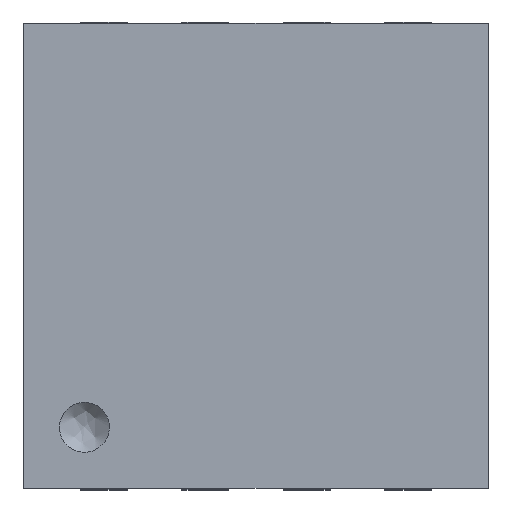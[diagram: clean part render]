
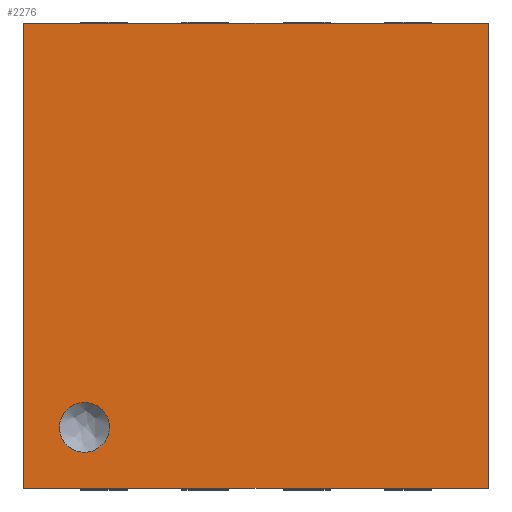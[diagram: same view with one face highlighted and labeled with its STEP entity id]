
A CAD part, top view. The second image highlights one B-rep face of the part: STEP entity #2276.
In plain terms, the highlighted planar face has unit normal (0, 0, 1).
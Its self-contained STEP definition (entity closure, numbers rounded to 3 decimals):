
#32 = B_SPLINE_CURVE_WITH_KNOTS ( 'NONE', 3,
 ( #2614, #2031, #375, #442, #1541, #2563, #138, #1219, #2892, #1247, #1471, #3464, #696, #3418, #1775, #641, #2077, #1811, #3162, #2838, #88, #2349, #1270, #2013, #2582, #3445, #1796, #392, #3144, #967, #1744 ),
 .UNSPECIFIED., .F., .F.,
 ( 4, 3, 3, 3, 3, 3, 3, 3, 3, 3, 4 ),
 ( 0., 0., 0., 0., 0., 0., 0., 0., 0., 0., 0.001 ),
 .UNSPECIFIED. ) ;
#83 = VECTOR ( 'NONE', #2082, 1000. ) ;
#88 = CARTESIAN_POINT ( 'NONE',  ( 0.314, 0.536, 1. ) ) ;
#98 = CARTESIAN_POINT ( 'NONE',  ( 0.315, 0.263, 1. ) ) ;
#107 = FACE_OUTER_BOUND ( 'NONE', #2586, .T. ) ;
#115 = CARTESIAN_POINT ( 'NONE',  ( 0.526, 0.301, 1. ) ) ;
#130 = CARTESIAN_POINT ( 'NONE',  ( 0.419, 0.24, 1. ) ) ;
#138 = CARTESIAN_POINT ( 'NONE',  ( 0.525, 0.5, 1. ) ) ;
#167 = CARTESIAN_POINT ( 'NONE',  ( 0.24, 0.4, 1. ) ) ;
#367 = CARTESIAN_POINT ( 'NONE',  ( 0.264, 0.314, 1. ) ) ;
#375 = CARTESIAN_POINT ( 'NONE',  ( 0.557, 0.436, 1. ) ) ;
#386 = CARTESIAN_POINT ( 'NONE',  ( 0.454, 0.248, 1. ) ) ;
#392 = CARTESIAN_POINT ( 'NONE',  ( 0.244, 0.435, 1. ) ) ;
#403 = CARTESIAN_POINT ( 'NONE',  ( 0.437, 0.244, 1. ) ) ;
#417 = ORIENTED_EDGE ( 'NONE', *, *, #3546, .T. ) ;
#442 = CARTESIAN_POINT ( 'NONE',  ( 0.551, 0.453, 1. ) ) ;
#449 = CARTESIAN_POINT ( 'NONE',  ( 0.01, 2.99, 1. ) ) ;
#480 = DIRECTION ( 'NONE',  ( -1., 0., 0. ) ) ;
#496 = DIRECTION ( 'NONE',  ( 0., 0., -1. ) ) ;
#503 = DIRECTION ( 'NONE',  ( 1., 0., 0. ) ) ;
#599 = VERTEX_POINT ( 'NONE', #2490 ) ;
#634 = CARTESIAN_POINT ( 'NONE',  ( 0.24, 0.388, 1. ) ) ;
#641 = CARTESIAN_POINT ( 'NONE',  ( 0.4, 0.56, 1. ) ) ;
#649 = CARTESIAN_POINT ( 'NONE',  ( 0.331, 0.255, 1. ) ) ;
#665 = CARTESIAN_POINT ( 'NONE',  ( 0.501, 0.275, 1. ) ) ;
#696 = CARTESIAN_POINT ( 'NONE',  ( 0.435, 0.556, 1. ) ) ;
#740 = CARTESIAN_POINT ( 'NONE',  ( 0.01, 0.01, 1. ) ) ;
#916 = CARTESIAN_POINT ( 'NONE',  ( 2.99, 0.01, 1. ) ) ;
#930 = CARTESIAN_POINT ( 'NONE',  ( 0.3, 0.274, 1. ) ) ;
#967 = CARTESIAN_POINT ( 'NONE',  ( 0.24, 0.412, 1. ) ) ;
#977 = CARTESIAN_POINT ( 'NONE',  ( 0.56, 0.4, 1. ) ) ;
#983 = VECTOR ( 'NONE', #2658, 1000. ) ;
#1018 = CARTESIAN_POINT ( 'NONE',  ( 2.99, 0.01, 1. ) ) ;
#1192 = CARTESIAN_POINT ( 'NONE',  ( 0.275, 0.299, 1. ) ) ;
#1219 = CARTESIAN_POINT ( 'NONE',  ( 0.514, 0.514, 1. ) ) ;
#1231 = ORIENTED_EDGE ( 'NONE', *, *, #3081, .F. ) ;
#1238 = CARTESIAN_POINT ( 'NONE',  ( 0.486, 0.265, 1. ) ) ;
#1247 = CARTESIAN_POINT ( 'NONE',  ( 0.485, 0.536, 1. ) ) ;
#1270 = CARTESIAN_POINT ( 'NONE',  ( 0.286, 0.514, 1. ) ) ;
#1287 = LINE ( 'NONE', #1018, #983 ) ;
#1312 = ORIENTED_EDGE ( 'NONE', *, *, #1795, .T. ) ;
#1332 = DIRECTION ( 'NONE',  ( -1., 0., 0. ) ) ;
#1471 = CARTESIAN_POINT ( 'NONE',  ( 0.47, 0.545, 1. ) ) ;
#1481 = CARTESIAN_POINT ( 'NONE',  ( 0.56, 0.383, 1. ) ) ;
#1541 = CARTESIAN_POINT ( 'NONE',  ( 0.545, 0.47, 1. ) ) ;
#1569 = EDGE_CURVE ( 'NONE', #3040, #2916, #1287, .T. ) ;
#1579 = EDGE_LOOP ( 'NONE', ( #2982, #1231 ) ) ;
#1597 = PLANE ( 'NONE',  #1751 ) ;
#1606 = CARTESIAN_POINT ( 'NONE',  ( 0.01, 0.01, 1. ) ) ;
#1736 = CARTESIAN_POINT ( 'NONE',  ( 0.241, 0.381, 1. ) ) ;
#1744 = CARTESIAN_POINT ( 'NONE',  ( 0.24, 0.4, 1. ) ) ;
#1751 = AXIS2_PLACEMENT_3D ( 'NONE', #3508, #496, #1332 ) ;
#1756 = CARTESIAN_POINT ( 'NONE',  ( 0.383, 0.241, 1. ) ) ;
#1775 = CARTESIAN_POINT ( 'NONE',  ( 0.412, 0.56, 1. ) ) ;
#1795 = EDGE_CURVE ( 'NONE', #2916, #1819, #3524, .T. ) ;
#1796 = CARTESIAN_POINT ( 'NONE',  ( 0.248, 0.453, 1. ) ) ;
#1803 = LINE ( 'NONE', #740, #2640 ) ;
#1811 = CARTESIAN_POINT ( 'NONE',  ( 0.364, 0.557, 1. ) ) ;
#1819 = VERTEX_POINT ( 'NONE', #2778 ) ;
#1838 = B_SPLINE_CURVE_WITH_KNOTS ( 'NONE', 3,
 ( #3124, #2624, #634, #1736, #2608, #2863, #2832, #367, #1192, #2006, #930, #98, #649, #2308, #2340, #1756, #3173, #130, #403, #386, #3403, #1238, #665, #2596, #115, #3103, #3139, #3427, #2329, #1481, #977 ),
 .UNSPECIFIED., .F., .F.,
 ( 4, 3, 3, 3, 3, 3, 3, 3, 3, 3, 4 ),
 ( 0.001, 0.001, 0.001, 0.001, 0.001, 0.001, 0.001, 0.001, 0.001, 0.001, 0.001 ),
 .UNSPECIFIED. ) ;
#2006 = CARTESIAN_POINT ( 'NONE',  ( 0.287, 0.286, 1. ) ) ;
#2013 = CARTESIAN_POINT ( 'NONE',  ( 0.274, 0.5, 1. ) ) ;
#2031 = CARTESIAN_POINT ( 'NONE',  ( 0.56, 0.418, 1. ) ) ;
#2077 = CARTESIAN_POINT ( 'NONE',  ( 0.382, 0.56, 1. ) ) ;
#2082 = DIRECTION ( 'NONE',  ( 0., -1., 0. ) ) ;
#2153 = VERTEX_POINT ( 'NONE', #167 ) ;
#2205 = EDGE_CURVE ( 'NONE', #599, #2153, #32, .T. ) ;
#2276 = ADVANCED_FACE ( 'NONE', ( #107, #3272 ), #1597, .F. ) ;
#2308 = CARTESIAN_POINT ( 'NONE',  ( 0.348, 0.248, 1. ) ) ;
#2329 = CARTESIAN_POINT ( 'NONE',  ( 0.557, 0.365, 1. ) ) ;
#2340 = CARTESIAN_POINT ( 'NONE',  ( 0.365, 0.243, 1. ) ) ;
#2349 = CARTESIAN_POINT ( 'NONE',  ( 0.3, 0.525, 1. ) ) ;
#2374 = VERTEX_POINT ( 'NONE', #1606 ) ;
#2381 = ORIENTED_EDGE ( 'NONE', *, *, #1569, .T. ) ;
#2490 = CARTESIAN_POINT ( 'NONE',  ( 0.56, 0.4, 1. ) ) ;
#2563 = CARTESIAN_POINT ( 'NONE',  ( 0.536, 0.486, 1. ) ) ;
#2582 = CARTESIAN_POINT ( 'NONE',  ( 0.264, 0.485, 1. ) ) ;
#2586 = EDGE_LOOP ( 'NONE', ( #2381, #1312, #3094, #417 ) ) ;
#2596 = CARTESIAN_POINT ( 'NONE',  ( 0.515, 0.287, 1. ) ) ;
#2608 = CARTESIAN_POINT ( 'NONE',  ( 0.243, 0.364, 1. ) ) ;
#2614 = CARTESIAN_POINT ( 'NONE',  ( 0.56, 0.4, 1. ) ) ;
#2624 = CARTESIAN_POINT ( 'NONE',  ( 0.24, 0.394, 1. ) ) ;
#2640 = VECTOR ( 'NONE', #503, 1000. ) ;
#2656 = CARTESIAN_POINT ( 'NONE',  ( 2.99, 2.99, 1. ) ) ;
#2658 = DIRECTION ( 'NONE',  ( 0., 1., 0. ) ) ;
#2778 = CARTESIAN_POINT ( 'NONE',  ( 0.01, 2.99, 1. ) ) ;
#2832 = CARTESIAN_POINT ( 'NONE',  ( 0.256, 0.33, 1. ) ) ;
#2838 = CARTESIAN_POINT ( 'NONE',  ( 0.33, 0.545, 1. ) ) ;
#2863 = CARTESIAN_POINT ( 'NONE',  ( 0.248, 0.346, 1. ) ) ;
#2892 = CARTESIAN_POINT ( 'NONE',  ( 0.5, 0.526, 1. ) ) ;
#2916 = VERTEX_POINT ( 'NONE', #2656 ) ;
#2950 = LINE ( 'NONE', #449, #83 ) ;
#2982 = ORIENTED_EDGE ( 'NONE', *, *, #2205, .F. ) ;
#3040 = VERTEX_POINT ( 'NONE', #916 ) ;
#3081 = EDGE_CURVE ( 'NONE', #2153, #599, #1838, .T. ) ;
#3094 = ORIENTED_EDGE ( 'NONE', *, *, #3574, .T. ) ;
#3103 = CARTESIAN_POINT ( 'NONE',  ( 0.537, 0.316, 1. ) ) ;
#3124 = CARTESIAN_POINT ( 'NONE',  ( 0.24, 0.4, 1. ) ) ;
#3139 = CARTESIAN_POINT ( 'NONE',  ( 0.546, 0.332, 1. ) ) ;
#3144 = CARTESIAN_POINT ( 'NONE',  ( 0.241, 0.424, 1. ) ) ;
#3162 = CARTESIAN_POINT ( 'NONE',  ( 0.347, 0.551, 1. ) ) ;
#3173 = CARTESIAN_POINT ( 'NONE',  ( 0.401, 0.239, 1. ) ) ;
#3272 = FACE_BOUND ( 'NONE', #1579, .T. ) ;
#3403 = CARTESIAN_POINT ( 'NONE',  ( 0.471, 0.256, 1. ) ) ;
#3418 = CARTESIAN_POINT ( 'NONE',  ( 0.424, 0.559, 1. ) ) ;
#3427 = CARTESIAN_POINT ( 'NONE',  ( 0.552, 0.349, 1. ) ) ;
#3445 = CARTESIAN_POINT ( 'NONE',  ( 0.255, 0.47, 1. ) ) ;
#3462 = VECTOR ( 'NONE', #480, 1000. ) ;
#3464 = CARTESIAN_POINT ( 'NONE',  ( 0.453, 0.552, 1. ) ) ;
#3500 = CARTESIAN_POINT ( 'NONE',  ( 2.99, 2.99, 1. ) ) ;
#3508 = CARTESIAN_POINT ( 'NONE',  ( 0.01, 2.99, 1. ) ) ;
#3524 = LINE ( 'NONE', #3500, #3462 ) ;
#3546 = EDGE_CURVE ( 'NONE', #2374, #3040, #1803, .T. ) ;
#3574 = EDGE_CURVE ( 'NONE', #1819, #2374, #2950, .T. ) ;
